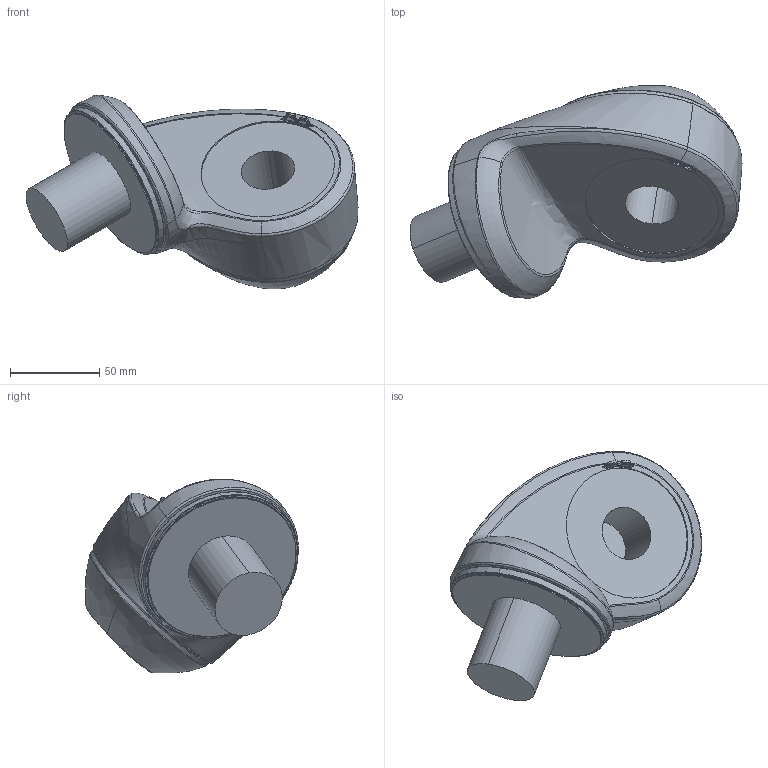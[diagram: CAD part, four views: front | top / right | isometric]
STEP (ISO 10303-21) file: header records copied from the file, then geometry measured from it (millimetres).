
FILE_DESCRIPTION (( 'STEP AP214' ), '1' );
FILE_NAME ('Link3_L3.0.STEP', '2015-02-09T06:18:50', ( 'ABB' ), ( 'ABB' ), 'SwSTEP 2.0', 'SolidWorks 2012', '' );
FILE_SCHEMA (( 'AUTOMOTIVE_DESIGN' ));
Length unit declared in the file: millimetre
Products named in the file (1): Link3_L3.0
Bounding box: 185.53 x 118.91 x 108.35 mm (x, y, z)
Volume: 712240 mm3; surface area: 62702.2 mm2
Topology: 1 solids, 1 shells, 166 faces, 416 edges, 247 vertices
Faces by surface type: bspline 109, cylinder 24, cone 22, plane 11
Entity records: 52588 total; most frequent: CARTESIAN_POINT 47707, ORIENTED_EDGE 812, EDGE_CURVE 406, DIRECTION 382, VERTEX_POINT 247, B_SPLINE_CURVE_WITH_KNOTS 201, EDGE_LOOP 171, UNCERTAINTY_MEASURE_WITH_UNIT 169
